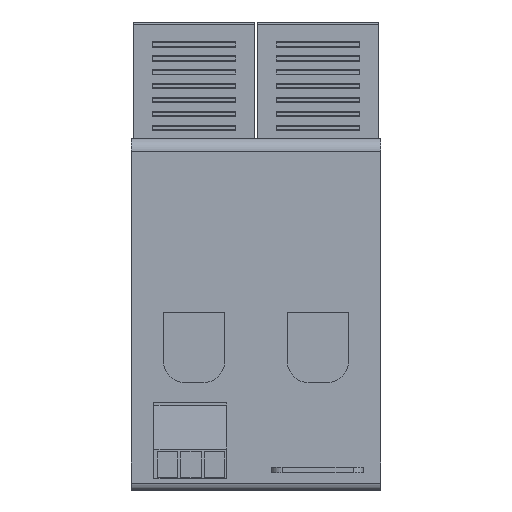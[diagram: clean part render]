
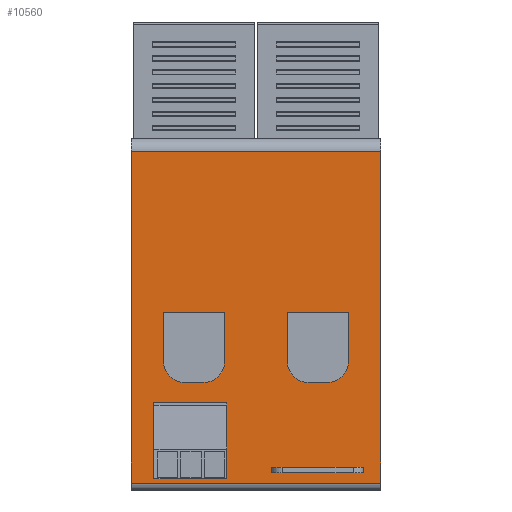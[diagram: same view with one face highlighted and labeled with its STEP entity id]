
A CAD part, left-side view. The second image highlights one B-rep face of the part: STEP entity #10560.
In plain terms, the highlighted planar face has unit normal (-1, 0, 0).
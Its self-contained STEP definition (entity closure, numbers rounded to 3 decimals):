
#1940=CARTESIAN_POINT('',(-57.99,13.3,
43.696));
#1950=VERTEX_POINT('',#1940);
#1980=CARTESIAN_POINT('',(-57.99,13.3,0.));
#1990=DIRECTION('',(0.,0.,1.));
#2000=VECTOR('',#1990,1.);
#2010=LINE('',#1980,#2000);
#2020=CARTESIAN_POINT('',(-57.99,13.3,
-4.104));
#2030=VERTEX_POINT('',#2020);
#2040=EDGE_CURVE('',#2030,#1950,#2010,.T.);
#2420=CARTESIAN_POINT('',(-57.99,-22.7,
43.696));
#2430=VERTEX_POINT('',#2420);
#4500=CARTESIAN_POINT('',(-57.99,-22.7,
-4.104));
#4510=VERTEX_POINT('',#4500);
#4540=CARTESIAN_POINT('',(-57.99,-22.7,0.));
#4550=DIRECTION('',(0.,0.,-1.));
#4560=VECTOR('',#4550,1.);
#4570=LINE('',#4540,#4560);
#4580=EDGE_CURVE('',#2430,#4510,#4570,.T.);
#4750=CARTESIAN_POINT('',(-57.99,31.3,
-4.104));
#4760=DIRECTION('',(0.,-1.,0.));
#4770=VECTOR('',#4760,1.);
#4780=LINE('',#4750,#4770);
#4790=EDGE_CURVE('',#2030,#4510,#4780,.T.);
#8680=CARTESIAN_POINT('',(-57.99,31.3,
43.696));
#8690=DIRECTION('',(1.,0.,0.));
#8700=DIRECTION('',(0.,0.,1.));
#8710=AXIS2_PLACEMENT_3D('',#8680,#8690,#8700);
#8720=PLANE('',#8710);
#8730=CARTESIAN_POINT('',(-57.99,71.075,
-3.504));
#8740=DIRECTION('',(0.,-1.,0.));
#8750=VECTOR('',#8740,1.);
#8760=LINE('',#8730,#8750);
#8770=CARTESIAN_POINT('',(-57.99,10.,
-3.504));
#8780=VERTEX_POINT('',#8770);
#8790=CARTESIAN_POINT('',(-57.99,-0.5,
-3.504));
#8800=VERTEX_POINT('',#8790);
#8810=EDGE_CURVE('',#8780,#8800,#8760,.T.);
#8820=ORIENTED_EDGE('',*,*,#8810,.F.);
#8830=CARTESIAN_POINT('',(-57.99,-0.5,0.));
#8840=DIRECTION('',(0.,0.,1.));
#8850=VECTOR('',#8840,1.);
#8860=LINE('',#8830,#8850);
#8870=CARTESIAN_POINT('',(-57.99,-0.5,
7.496));
#8880=VERTEX_POINT('',#8870);
#8890=EDGE_CURVE('',#8800,#8880,#8860,.T.);
#8900=ORIENTED_EDGE('',*,*,#8890,.F.);
#8910=CARTESIAN_POINT('',(-57.99,71.075,
7.496));
#8920=DIRECTION('',(0.,1.,0.));
#8930=VECTOR('',#8920,1.);
#8940=LINE('',#8910,#8930);
#8950=CARTESIAN_POINT('',(-57.99,10.,
7.496));
#8960=VERTEX_POINT('',#8950);
#8970=EDGE_CURVE('',#8880,#8960,#8940,.T.);
#8980=ORIENTED_EDGE('',*,*,#8970,.F.);
#8990=CARTESIAN_POINT('',(-57.99,10.,0.));
#9000=DIRECTION('',(0.,0.,1.));
#9010=VECTOR('',#9000,1.);
#9020=LINE('',#8990,#9010);
#9030=EDGE_CURVE('',#8780,#8960,#9020,.T.);
#9040=ORIENTED_EDGE('',*,*,#9030,.T.);
#9050=EDGE_LOOP('',(#9040,#8980,#8900,#8820));
#9060=FACE_BOUND('',#9050,.T.);
#9070=CARTESIAN_POINT('',(-57.99,-19.481,
-2.604));
#9080=DIRECTION('',(0.,0.,1.));
#9090=VECTOR('',#9080,1.);
#9100=LINE('',#9070,#9090);
#9110=CARTESIAN_POINT('',(-57.99,-19.481,
-2.604));
#9120=VERTEX_POINT('',#9110);
#9130=CARTESIAN_POINT('',(-57.99,-19.481,
-1.804));
#9140=VERTEX_POINT('',#9130);
#9150=EDGE_CURVE('',#9120,#9140,#9100,.T.);
#9160=ORIENTED_EDGE('',*,*,#9150,.F.);
#9170=CARTESIAN_POINT('',(-57.99,71.075,
-1.804));
#9180=DIRECTION('',(0.,-1.,0.));
#9190=VECTOR('',#9180,1.);
#9200=LINE('',#9170,#9190);
#9210=CARTESIAN_POINT('',(-57.99,-7.719,
-1.804));
#9220=VERTEX_POINT('',#9210);
#9230=EDGE_CURVE('',#9220,#9140,#9200,.T.);
#9240=ORIENTED_EDGE('',*,*,#9230,.T.);
#9250=CARTESIAN_POINT('',(-57.99,-7.719,
-2.604));
#9260=DIRECTION('',(0.,0.,1.));
#9270=VECTOR('',#9260,1.);
#9280=LINE('',#9250,#9270);
#9290=CARTESIAN_POINT('',(-57.99,-7.719,
-2.604));
#9300=VERTEX_POINT('',#9290);
#9310=EDGE_CURVE('',#9300,#9220,#9280,.T.);
#9320=ORIENTED_EDGE('',*,*,#9310,.T.);
#9330=CARTESIAN_POINT('',(-57.99,71.075,
-2.604));
#9340=DIRECTION('',(0.,1.,0.));
#9350=VECTOR('',#9340,1.);
#9360=LINE('',#9330,#9350);
#9370=EDGE_CURVE('',#9120,#9300,#9360,.T.);
#9380=ORIENTED_EDGE('',*,*,#9370,.T.);
#9390=EDGE_LOOP('',(#9380,#9320,#9240,#9160));
#9400=FACE_BOUND('',#9390,.T.);
#9410=CARTESIAN_POINT('',(-57.99,71.075,
20.496));
#9420=DIRECTION('',(0.,1.,0.));
#9430=VECTOR('',#9420,1.);
#9440=LINE('',#9410,#9430);
#9450=CARTESIAN_POINT('',(-57.99,-0.2,
20.496));
#9460=VERTEX_POINT('',#9450);
#9470=CARTESIAN_POINT('',(-57.99,8.6,
20.496));
#9480=VERTEX_POINT('',#9470);
#9490=EDGE_CURVE('',#9460,#9480,#9440,.T.);
#9500=ORIENTED_EDGE('',*,*,#9490,.F.);
#9510=CARTESIAN_POINT('',(-57.99,8.6,0.));
#9520=DIRECTION('',(0.,0.,-1.));
#9530=VECTOR('',#9520,1.);
#9540=LINE('',#9510,#9530);
#9550=CARTESIAN_POINT('',(-57.99,8.6,
13.396));
#9560=VERTEX_POINT('',#9550);
#9570=EDGE_CURVE('',#9480,#9560,#9540,.T.);
#9580=ORIENTED_EDGE('',*,*,#9570,.F.);
#9590=CARTESIAN_POINT('',(-57.99,5.6,
13.396));
#9600=DIRECTION('',(-1.,0.,0.));
#9610=DIRECTION('',(0.,1.,0.));
#9620=AXIS2_PLACEMENT_3D('',#9590,#9600,#9610);
#9630=CIRCLE('',#9620,3.);
#9640=CARTESIAN_POINT('',(-57.99,5.6,
10.396));
#9650=VERTEX_POINT('',#9640);
#9660=EDGE_CURVE('',#9560,#9650,#9630,.T.);
#9670=ORIENTED_EDGE('',*,*,#9660,.F.);
#9680=CARTESIAN_POINT('',(-57.99,71.075,
10.396));
#9690=DIRECTION('',(0.,-1.,0.));
#9700=VECTOR('',#9690,1.);
#9710=LINE('',#9680,#9700);
#9720=CARTESIAN_POINT('',(-57.99,2.8,
10.396));
#9730=VERTEX_POINT('',#9720);
#9740=EDGE_CURVE('',#9650,#9730,#9710,.T.);
#9750=ORIENTED_EDGE('',*,*,#9740,.F.);
#9760=CARTESIAN_POINT('',(-57.99,2.8,
13.396));
#9770=DIRECTION('',(-1.,0.,0.));
#9780=DIRECTION('',(0.,1.,0.));
#9790=AXIS2_PLACEMENT_3D('',#9760,#9770,#9780);
#9800=CIRCLE('',#9790,3.);
#9810=CARTESIAN_POINT('',(-57.99,-0.2,
13.396));
#9820=VERTEX_POINT('',#9810);
#9830=EDGE_CURVE('',#9730,#9820,#9800,.T.);
#9840=ORIENTED_EDGE('',*,*,#9830,.F.);
#9850=CARTESIAN_POINT('',(-57.99,-0.2,0.));
#9860=DIRECTION('',(0.,0.,1.));
#9870=VECTOR('',#9860,1.);
#9880=LINE('',#9850,#9870);
#9890=EDGE_CURVE('',#9820,#9460,#9880,.T.);
#9900=ORIENTED_EDGE('',*,*,#9890,.F.);
#9910=EDGE_LOOP('',(#9900,#9840,#9750,#9670,#9580,#9500));
#9920=FACE_BOUND('',#9910,.T.);
#9930=CARTESIAN_POINT('',(-57.99,-12.2,
13.396));
#9940=DIRECTION('',(-1.,0.,0.));
#9950=DIRECTION('',(0.,1.,0.));
#9960=AXIS2_PLACEMENT_3D('',#9930,#9940,#9950);
#9970=CIRCLE('',#9960,3.);
#9980=CARTESIAN_POINT('',(-57.99,-9.2,
13.396));
#9990=VERTEX_POINT('',#9980);
#10000=CARTESIAN_POINT('',(-57.99,-12.2,
10.396));
#10010=VERTEX_POINT('',#10000);
#10020=EDGE_CURVE('',#9990,#10010,#9970,.T.);
#10030=ORIENTED_EDGE('',*,*,#10020,.F.);
#10040=CARTESIAN_POINT('',(-57.99,71.075,
10.396));
#10050=DIRECTION('',(0.,-1.,0.));
#10060=VECTOR('',#10050,1.);
#10070=LINE('',#10040,#10060);
#10080=CARTESIAN_POINT('',(-57.99,-15.,
10.396));
#10090=VERTEX_POINT('',#10080);
#10100=EDGE_CURVE('',#10010,#10090,#10070,.T.);
#10110=ORIENTED_EDGE('',*,*,#10100,.F.);
#10120=CARTESIAN_POINT('',(-57.99,-15.,
13.396));
#10130=DIRECTION('',(-1.,0.,0.));
#10140=DIRECTION('',(0.,1.,0.));
#10150=AXIS2_PLACEMENT_3D('',#10120,#10130,#10140);
#10160=CIRCLE('',#10150,3.);
#10170=CARTESIAN_POINT('',(-57.99,-18.,
13.396));
#10180=VERTEX_POINT('',#10170);
#10190=EDGE_CURVE('',#10090,#10180,#10160,.T.);
#10200=ORIENTED_EDGE('',*,*,#10190,.F.);
#10210=CARTESIAN_POINT('',(-57.99,-18.,0.));
#10220=DIRECTION('',(0.,0.,1.));
#10230=VECTOR('',#10220,1.);
#10240=LINE('',#10210,#10230);
#10250=CARTESIAN_POINT('',(-57.99,-18.,
20.496));
#10260=VERTEX_POINT('',#10250);
#10270=EDGE_CURVE('',#10180,#10260,#10240,.T.);
#10280=ORIENTED_EDGE('',*,*,#10270,.F.);
#10290=CARTESIAN_POINT('',(-57.99,71.075,
20.496));
#10300=DIRECTION('',(0.,1.,0.));
#10310=VECTOR('',#10300,1.);
#10320=LINE('',#10290,#10310);
#10330=CARTESIAN_POINT('',(-57.99,-9.2,
20.496));
#10340=VERTEX_POINT('',#10330);
#10350=EDGE_CURVE('',#10260,#10340,#10320,.T.);
#10360=ORIENTED_EDGE('',*,*,#10350,.F.);
#10370=CARTESIAN_POINT('',(-57.99,-9.2,0.));
#10380=DIRECTION('',(0.,0.,-1.));
#10390=VECTOR('',#10380,1.);
#10400=LINE('',#10370,#10390);
#10410=EDGE_CURVE('',#10340,#9990,#10400,.T.);
#10420=ORIENTED_EDGE('',*,*,#10410,.F.);
#10430=EDGE_LOOP('',(#10420,#10360,#10280,#10200,#10110,#10030));
#10440=FACE_BOUND('',#10430,.T.);
#10450=ORIENTED_EDGE('',*,*,#4790,.T.);
#10460=ORIENTED_EDGE('',*,*,#2040,.F.);
#10470=CARTESIAN_POINT('',(-57.99,31.3,
43.696));
#10480=DIRECTION('',(0.,-1.,0.));
#10490=VECTOR('',#10480,1.);
#10500=LINE('',#10470,#10490);
#10510=EDGE_CURVE('',#1950,#2430,#10500,.T.);
#10520=ORIENTED_EDGE('',*,*,#10510,.F.);
#10530=ORIENTED_EDGE('',*,*,#4580,.F.);
#10540=EDGE_LOOP('',(#10530,#10520,#10460,#10450));
#10550=FACE_OUTER_BOUND('',#10540,.T.);
#10560=ADVANCED_FACE('',(#9060,#9400,#9920,#10440,#10550),#8720,.F.);
